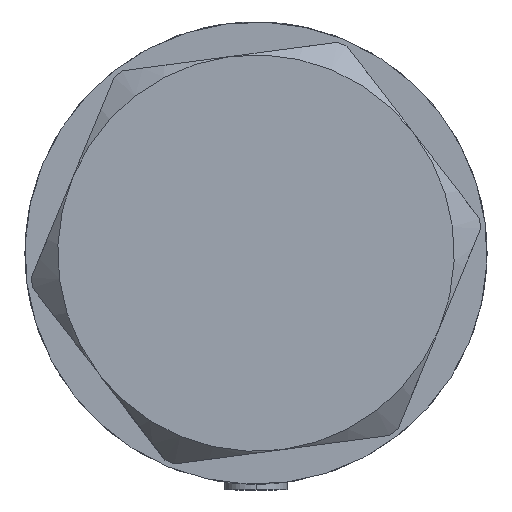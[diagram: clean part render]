
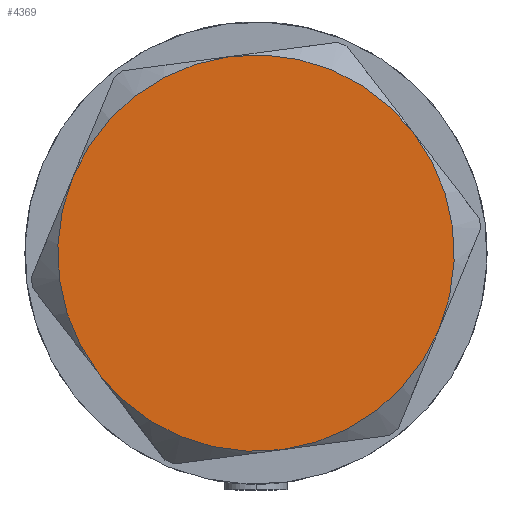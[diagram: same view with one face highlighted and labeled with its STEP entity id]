
A CAD part, left-side view. The second image highlights one B-rep face of the part: STEP entity #4369.
In plain terms, the highlighted face is planar.
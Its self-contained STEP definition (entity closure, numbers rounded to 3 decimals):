
#59 = CIRCLE ( 'NONE', #4625, 37.75 ) ;
#195 = CARTESIAN_POINT ( 'NONE',  ( -18.875, -32.692, 13. ) ) ;
#204 = ORIENTED_EDGE ( 'NONE', *, *, #3163, .T. ) ;
#227 = FACE_OUTER_BOUND ( 'NONE', #3740, .T. ) ;
#318 = DIRECTION ( 'NONE',  ( 1., 0., 0. ) ) ;
#321 = VERTEX_POINT ( 'NONE', #427 ) ;
#400 = CARTESIAN_POINT ( 'NONE',  ( -18.875, 32.692, 13. ) ) ;
#427 = CARTESIAN_POINT ( 'NONE',  ( 37.75, 0., 13. ) ) ;
#435 = DIRECTION ( 'NONE',  ( 0., 0., 1. ) ) ;
#727 = VERTEX_POINT ( 'NONE', #195 ) ;
#746 = CARTESIAN_POINT ( 'NONE',  ( 0., 0., 13. ) ) ;
#767 = DIRECTION ( 'NONE',  ( 1., 0., 0. ) ) ;
#966 = DIRECTION ( 'NONE',  ( 0., 0., 1. ) ) ;
#990 = CARTESIAN_POINT ( 'NONE',  ( 18.875, 32.692, 13. ) ) ;
#1013 = CIRCLE ( 'NONE', #1630, 37.75 ) ;
#1116 = DIRECTION ( 'NONE',  ( 0., 0., 1. ) ) ;
#1136 = CARTESIAN_POINT ( 'NONE',  ( 0., 0., 13. ) ) ;
#1169 = CIRCLE ( 'NONE', #2190, 37.75 ) ;
#1214 = EDGE_CURVE ( 'NONE', #4159, #1694, #1874, .T. ) ;
#1428 = ORIENTED_EDGE ( 'NONE', *, *, #1214, .T. ) ;
#1470 = DIRECTION ( 'NONE',  ( 1., 0., 0. ) ) ;
#1619 = CARTESIAN_POINT ( 'NONE',  ( -37.75, 0., 13. ) ) ;
#1630 = AXIS2_PLACEMENT_3D ( 'NONE', #4665, #966, #2467 ) ;
#1694 = VERTEX_POINT ( 'NONE', #1619 ) ;
#1874 = CIRCLE ( 'NONE', #4537, 37.75 ) ;
#2007 = DIRECTION ( 'NONE',  ( 0., 0., 1. ) ) ;
#2025 = DIRECTION ( 'NONE',  ( 1., 0., 0. ) ) ;
#2183 = CIRCLE ( 'NONE', #2498, 37.75 ) ;
#2190 = AXIS2_PLACEMENT_3D ( 'NONE', #3683, #2874, #318 ) ;
#2196 = AXIS2_PLACEMENT_3D ( 'NONE', #1136, #1116, #1470 ) ;
#2199 = DIRECTION ( 'NONE',  ( 0., 0., 1. ) ) ;
#2286 = VERTEX_POINT ( 'NONE', #990 ) ;
#2467 = DIRECTION ( 'NONE',  ( 1., 0., 0. ) ) ;
#2498 = AXIS2_PLACEMENT_3D ( 'NONE', #4006, #2199, #4824 ) ;
#2639 = ORIENTED_EDGE ( 'NONE', *, *, #3339, .T. ) ;
#2666 = CIRCLE ( 'NONE', #2196, 37.75 ) ;
#2737 = VERTEX_POINT ( 'NONE', #3983 ) ;
#2783 = ORIENTED_EDGE ( 'NONE', *, *, #3876, .T. ) ;
#2813 = PLANE ( 'NONE',  #4692 ) ;
#2874 = DIRECTION ( 'NONE',  ( 0., 0., 1. ) ) ;
#3163 = EDGE_CURVE ( 'NONE', #727, #2737, #2183, .T. ) ;
#3231 = ORIENTED_EDGE ( 'NONE', *, *, #3620, .T. ) ;
#3339 = EDGE_CURVE ( 'NONE', #1694, #727, #59, .T. ) ;
#3607 = DIRECTION ( 'NONE',  ( 0., 0., 1. ) ) ;
#3620 = EDGE_CURVE ( 'NONE', #2286, #4159, #1013, .T. ) ;
#3675 = ORIENTED_EDGE ( 'NONE', *, *, #3768, .T. ) ;
#3683 = CARTESIAN_POINT ( 'NONE',  ( 0., 0., 13. ) ) ;
#3740 = EDGE_LOOP ( 'NONE', ( #2783, #3675, #3231, #1428, #2639, #204 ) ) ;
#3768 = EDGE_CURVE ( 'NONE', #321, #2286, #1169, .T. ) ;
#3876 = EDGE_CURVE ( 'NONE', #2737, #321, #2666, .T. ) ;
#3983 = CARTESIAN_POINT ( 'NONE',  ( 18.875, -32.692, 13. ) ) ;
#4006 = CARTESIAN_POINT ( 'NONE',  ( 0., 0., 13. ) ) ;
#4159 = VERTEX_POINT ( 'NONE', #400 ) ;
#4312 = CARTESIAN_POINT ( 'NONE',  ( 0., 0., 13. ) ) ;
#4327 = CARTESIAN_POINT ( 'NONE',  ( 0., 0., 13. ) ) ;
#4369 = ADVANCED_FACE ( 'NONE', ( #227 ), #2813, .T. ) ;
#4537 = AXIS2_PLACEMENT_3D ( 'NONE', #4327, #3607, #4710 ) ;
#4625 = AXIS2_PLACEMENT_3D ( 'NONE', #746, #435, #767 ) ;
#4665 = CARTESIAN_POINT ( 'NONE',  ( 0., 0., 13. ) ) ;
#4692 = AXIS2_PLACEMENT_3D ( 'NONE', #4312, #2007, #2025 ) ;
#4710 = DIRECTION ( 'NONE',  ( 1., 0., 0. ) ) ;
#4824 = DIRECTION ( 'NONE',  ( 1., 0., 0. ) ) ;
